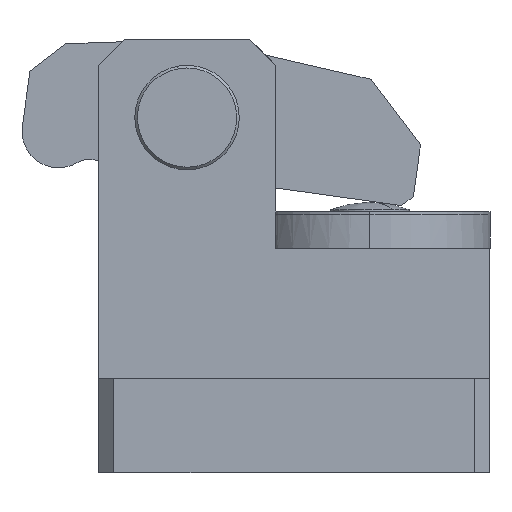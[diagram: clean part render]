
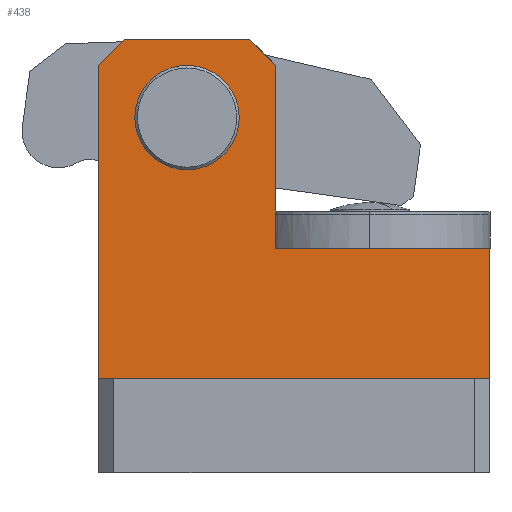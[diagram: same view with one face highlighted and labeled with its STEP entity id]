
A CAD part, left-side view. The second image highlights one B-rep face of the part: STEP entity #438.
In plain terms, the highlighted planar face has unit normal (-1, 0, 0).
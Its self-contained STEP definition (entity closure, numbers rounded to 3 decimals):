
#86 = ORIENTED_EDGE ( 'NONE', *, *, #2918, .T. ) ;
#166 = AXIS2_PLACEMENT_3D ( 'NONE', #5131, #908, #8618 ) ;
#263 = VECTOR ( 'NONE', #8178, 1000. ) ;
#356 = VECTOR ( 'NONE', #3642, 1000. ) ;
#383 = CARTESIAN_POINT ( 'NONE',  ( 95.475, 18., 68.852 ) ) ;
#438 = ADVANCED_FACE ( 'NONE', ( #6545, #622 ), #1997, .F. ) ;
#445 = EDGE_CURVE ( 'NONE', #6484, #2380, #5154, .T. ) ;
#565 = VERTEX_POINT ( 'NONE', #1902 ) ;
#622 = FACE_OUTER_BOUND ( 'NONE', #2429, .T. ) ;
#831 = LINE ( 'NONE', #383, #3378 ) ;
#908 = DIRECTION ( 'NONE',  ( -1., 0., 0. ) ) ;
#934 = ORIENTED_EDGE ( 'NONE', *, *, #1585, .F. ) ;
#1022 = VECTOR ( 'NONE', #3388, 1000. ) ;
#1270 = ORIENTED_EDGE ( 'NONE', *, *, #5498, .F. ) ;
#1347 = CARTESIAN_POINT ( 'NONE',  ( 95.475, -23., 68.852 ) ) ;
#1585 = EDGE_CURVE ( 'NONE', #4372, #3203, #831, .T. ) ;
#1762 = CARTESIAN_POINT ( 'NONE',  ( 95.475, -23., 23. ) ) ;
#1902 = CARTESIAN_POINT ( 'NONE',  ( 95.475, -23., -2. ) ) ;
#1997 = PLANE ( 'NONE',  #6574 ) ;
#2161 = ORIENTED_EDGE ( 'NONE', *, *, #2615, .T. ) ;
#2380 = VERTEX_POINT ( 'NONE', #5164 ) ;
#2429 = EDGE_LOOP ( 'NONE', ( #86, #2161, #5125, #1270, #934, #7940, #5212, #4507 ) ) ;
#2523 = CARTESIAN_POINT ( 'NONE',  ( 95.475, 52., 58. ) ) ;
#2536 = DIRECTION ( 'NONE',  ( 0., -1., 0. ) ) ;
#2615 = EDGE_CURVE ( 'NONE', #8145, #565, #4684, .T. ) ;
#2693 = VECTOR ( 'NONE', #7288, 1000. ) ;
#2799 = VECTOR ( 'NONE', #2536, 1000. ) ;
#2888 = LINE ( 'NONE', #6890, #1022 ) ;
#2893 = VERTEX_POINT ( 'NONE', #9039 ) ;
#2918 = EDGE_CURVE ( 'NONE', #7111, #8145, #4120, .T. ) ;
#2956 = DIRECTION ( 'NONE',  ( 0., -1., 0. ) ) ;
#3136 = DIRECTION ( 'NONE',  ( 0., 0., -1. ) ) ;
#3203 = VERTEX_POINT ( 'NONE', #7352 ) ;
#3223 = EDGE_CURVE ( 'NONE', #7111, #4927, #4343, .T. ) ;
#3378 = VECTOR ( 'NONE', #3136, 1000. ) ;
#3388 = DIRECTION ( 'NONE',  ( 0., -0.707, -0.707 ) ) ;
#3389 = EDGE_CURVE ( 'NONE', #2893, #4372, #2888, .T. ) ;
#3642 = DIRECTION ( 'NONE',  ( 0., 0., -1. ) ) ;
#3663 = VECTOR ( 'NONE', #2956, 1000. ) ;
#3724 = CARTESIAN_POINT ( 'NONE',  ( 95.475, 52., 58. ) ) ;
#3995 = CIRCLE ( 'NONE', #166, 7.5 ) ;
#4120 = LINE ( 'NONE', #7797, #356 ) ;
#4190 = LINE ( 'NONE', #1762, #4631 ) ;
#4209 = CARTESIAN_POINT ( 'NONE',  ( 95.475, -23., 23. ) ) ;
#4343 = LINE ( 'NONE', #2523, #263 ) ;
#4372 = VERTEX_POINT ( 'NONE', #6131 ) ;
#4407 = VERTEX_POINT ( 'NONE', #4209 ) ;
#4507 = ORIENTED_EDGE ( 'NONE', *, *, #3223, .F. ) ;
#4564 = LINE ( 'NONE', #6565, #2693 ) ;
#4631 = VECTOR ( 'NONE', #8736, 1000. ) ;
#4650 = EDGE_CURVE ( 'NONE', #2380, #6484, #3995, .T. ) ;
#4684 = LINE ( 'NONE', #7396, #2799 ) ;
#4896 = DIRECTION ( 'NONE',  ( 0., 0., -1. ) ) ;
#4912 = CARTESIAN_POINT ( 'NONE',  ( 95.475, 47., 63. ) ) ;
#4927 = VERTEX_POINT ( 'NONE', #4912 ) ;
#5125 = ORIENTED_EDGE ( 'NONE', *, *, #8267, .T. ) ;
#5131 = CARTESIAN_POINT ( 'NONE',  ( 95.475, 35., 48. ) ) ;
#5154 = CIRCLE ( 'NONE', #5957, 7.5 ) ;
#5164 = CARTESIAN_POINT ( 'NONE',  ( 95.475, 35., 55.5 ) ) ;
#5212 = ORIENTED_EDGE ( 'NONE', *, *, #5289, .F. ) ;
#5289 = EDGE_CURVE ( 'NONE', #4927, #2893, #6692, .T. ) ;
#5498 = EDGE_CURVE ( 'NONE', #3203, #4407, #4190, .T. ) ;
#5683 = DIRECTION ( 'NONE',  ( -1., 0., 0. ) ) ;
#5840 = EDGE_LOOP ( 'NONE', ( #7234, #7818 ) ) ;
#5957 = AXIS2_PLACEMENT_3D ( 'NONE', #6871, #5683, #8505 ) ;
#6131 = CARTESIAN_POINT ( 'NONE',  ( 95.475, 18., 58. ) ) ;
#6484 = VERTEX_POINT ( 'NONE', #7198 ) ;
#6545 = FACE_BOUND ( 'NONE', #5840, .T. ) ;
#6565 = CARTESIAN_POINT ( 'NONE',  ( 95.475, -23., -20. ) ) ;
#6574 = AXIS2_PLACEMENT_3D ( 'NONE', #1347, #8356, #4896 ) ;
#6692 = LINE ( 'NONE', #8582, #3663 ) ;
#6871 = CARTESIAN_POINT ( 'NONE',  ( 95.475, 35., 48. ) ) ;
#6890 = CARTESIAN_POINT ( 'NONE',  ( 95.475, 23., 63. ) ) ;
#7111 = VERTEX_POINT ( 'NONE', #3724 ) ;
#7198 = CARTESIAN_POINT ( 'NONE',  ( 95.475, 35., 40.5 ) ) ;
#7219 = CARTESIAN_POINT ( 'NONE',  ( 95.475, 52., -2. ) ) ;
#7234 = ORIENTED_EDGE ( 'NONE', *, *, #4650, .F. ) ;
#7288 = DIRECTION ( 'NONE',  ( 0., 0., 1. ) ) ;
#7352 = CARTESIAN_POINT ( 'NONE',  ( 95.475, 18., 23. ) ) ;
#7396 = CARTESIAN_POINT ( 'NONE',  ( 95.475, -23., -2. ) ) ;
#7797 = CARTESIAN_POINT ( 'NONE',  ( 95.475, 52., -20. ) ) ;
#7818 = ORIENTED_EDGE ( 'NONE', *, *, #445, .F. ) ;
#7940 = ORIENTED_EDGE ( 'NONE', *, *, #3389, .F. ) ;
#8145 = VERTEX_POINT ( 'NONE', #7219 ) ;
#8178 = DIRECTION ( 'NONE',  ( 0., -0.707, 0.707 ) ) ;
#8267 = EDGE_CURVE ( 'NONE', #565, #4407, #4564, .T. ) ;
#8356 = DIRECTION ( 'NONE',  ( 1., 0., 0. ) ) ;
#8505 = DIRECTION ( 'NONE',  ( 0., 0., 1. ) ) ;
#8582 = CARTESIAN_POINT ( 'NONE',  ( 95.475, -23., 63. ) ) ;
#8618 = DIRECTION ( 'NONE',  ( 0., 0., 1. ) ) ;
#8736 = DIRECTION ( 'NONE',  ( 0., -1., 0. ) ) ;
#9039 = CARTESIAN_POINT ( 'NONE',  ( 95.475, 23., 63. ) ) ;
